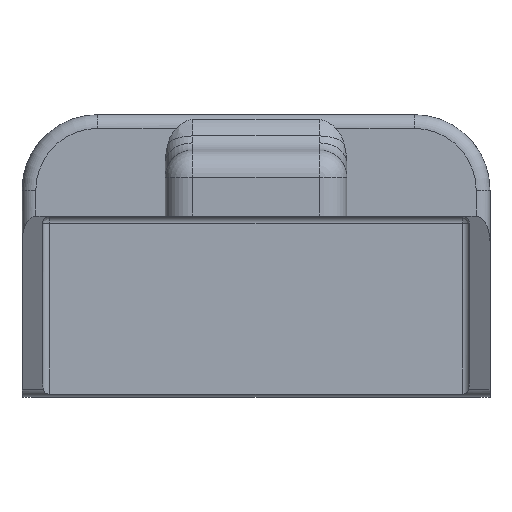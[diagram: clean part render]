
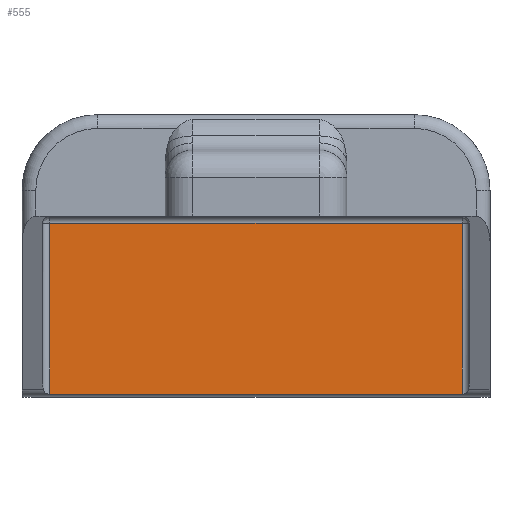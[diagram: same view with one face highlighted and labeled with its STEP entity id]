
A CAD part, top view. The second image highlights one B-rep face of the part: STEP entity #555.
In plain terms, the highlighted planar face has unit normal (0, 0, 1).
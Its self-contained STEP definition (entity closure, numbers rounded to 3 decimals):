
#168=CARTESIAN_POINT('',(-15.,16.2,-20.496));
#169=VERTEX_POINT('',#168);
#185=CARTESIAN_POINT('',(-15.,28.612,-20.496));
#186=VERTEX_POINT('',#185);
#187=CARTESIAN_POINT('',(-15.,16.2,-20.496));
#188=DIRECTION('',(0.0,1.0,0.0));
#189=VECTOR('',#188,12.412);
#190=LINE('',#187,#189);
#191=EDGE_CURVE('',#169,#186,#190,.T.);
#387=CARTESIAN_POINT('',(15.,28.612,-20.496));
#388=VERTEX_POINT('',#387);
#396=CARTESIAN_POINT('',(15.,16.2,-20.496));
#397=VERTEX_POINT('',#396);
#398=CARTESIAN_POINT('',(15.,28.612,-20.496));
#399=DIRECTION('',(0.0,-1.0,0.0));
#400=VECTOR('',#399,12.412);
#401=LINE('',#398,#400);
#402=EDGE_CURVE('',#388,#397,#401,.T.);
#523=CARTESIAN_POINT('',(15.,16.2,-20.496));
#524=DIRECTION('',(-1.0,0.0,0.0));
#525=VECTOR('',#524,30.);
#526=LINE('',#523,#525);
#527=EDGE_CURVE('',#397,#169,#526,.T.);
#539=CARTESIAN_POINT('',(-11.802,22.556,-20.496));
#540=DIRECTION('',(0.0,0.0,1.0));
#541=DIRECTION('',(1.0,0.0,0.0));
#542=AXIS2_PLACEMENT_3D('',#539,#540,#541);
#543=PLANE('',#542);
#544=ORIENTED_EDGE('',*,*,#191,.F.);
#545=ORIENTED_EDGE('',*,*,#527,.F.);
#546=ORIENTED_EDGE('',*,*,#402,.F.);
#547=CARTESIAN_POINT('',(-15.,28.612,-20.496));
#548=DIRECTION('',(1.0,0.0,0.0));
#549=VECTOR('',#548,30.);
#550=LINE('',#547,#549);
#551=EDGE_CURVE('',#186,#388,#550,.T.);
#552=ORIENTED_EDGE('',*,*,#551,.F.);
#553=EDGE_LOOP('',(#544,#545,#546,#552));
#554=FACE_OUTER_BOUND('',#553,.T.);
#555=ADVANCED_FACE('',(#554),#543,.T.);
